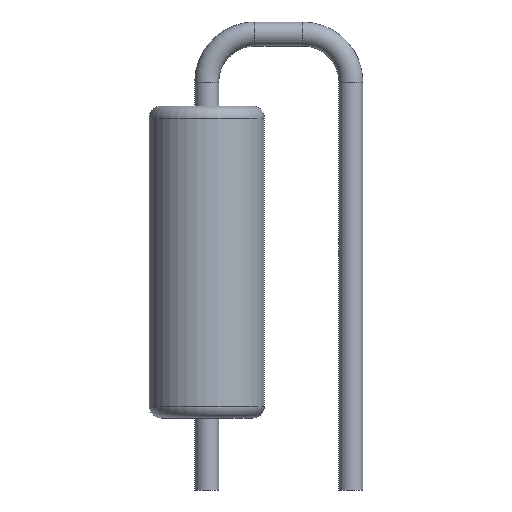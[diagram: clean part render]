
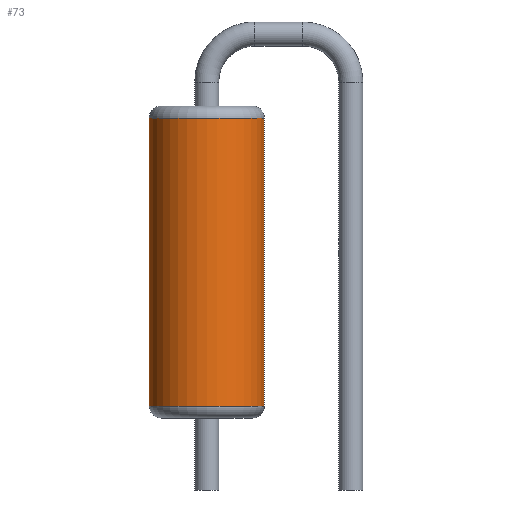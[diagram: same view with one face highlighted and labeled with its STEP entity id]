
A CAD part, front view. The second image highlights one B-rep face of the part: STEP entity #73.
In plain terms, the highlighted cylindrical face has radius 2.4 mm (diameter 4.8 mm), a full revolution.
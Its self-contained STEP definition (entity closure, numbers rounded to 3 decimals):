
#73=ADVANCED_FACE('',(#142,#144),#146,.T.);
#142=FACE_OUTER_BOUND('',#143,.T.);
#143=EDGE_LOOP('',(#227));
#144=FACE_OUTER_BOUND('',#145,.T.);
#145=EDGE_LOOP('',(#228));
#146=CYLINDRICAL_SURFACE('',#147,2.4);
#147=AXIS2_PLACEMENT_3D('',#148,#149,#150);
#148=CARTESIAN_POINT('',(0.,0.,0.));
#149=DIRECTION('',(0.,0.,1.));
#150=DIRECTION('',(1.,0.,0.));
#227=ORIENTED_EDGE('',*,*,#249,.F.);
#228=ORIENTED_EDGE('',*,*,#250,.T.);
#249=EDGE_CURVE('',#267,#267,#268,.T.);
#250=EDGE_CURVE('',#269,#269,#270,.T.);
#267=VERTEX_POINT('',#309);
#268=CIRCLE('',#310,2.4);
#269=VERTEX_POINT('',#314);
#270=CIRCLE('',#315,2.4);
#309=CARTESIAN_POINT('',(2.4,0.,12.5));
#310=AXIS2_PLACEMENT_3D('',#311,#312,#313);
#311=CARTESIAN_POINT('',(0.,0.,12.5));
#312=DIRECTION('',(0.,0.,1.));
#313=DIRECTION('',(1.,0.,0.));
#314=CARTESIAN_POINT('',(2.4,0.,0.5));
#315=AXIS2_PLACEMENT_3D('',#316,#317,#318);
#316=CARTESIAN_POINT('',(0.,0.,0.5));
#317=DIRECTION('',(0.,0.,1.));
#318=DIRECTION('',(1.,0.,0.));
